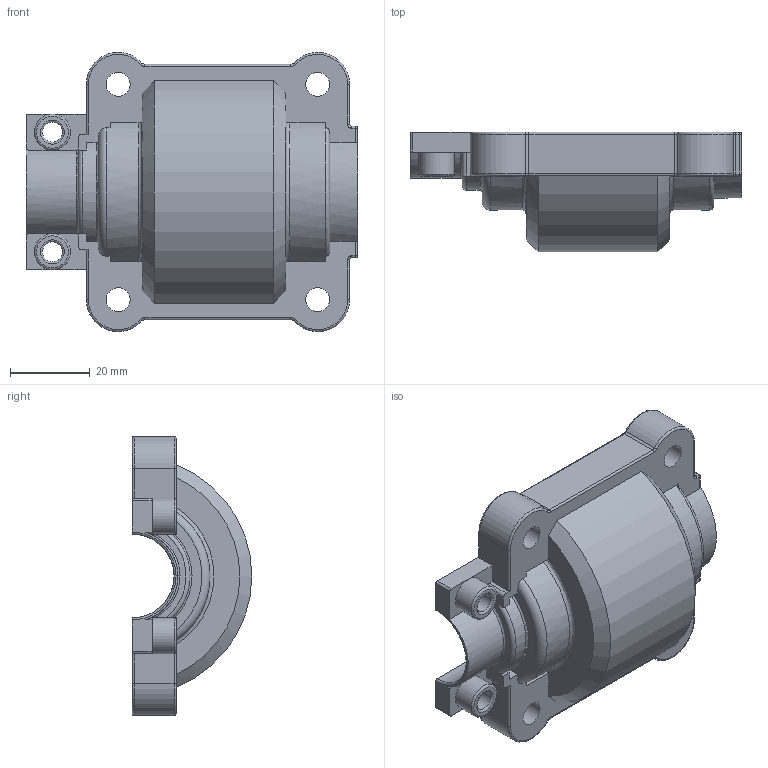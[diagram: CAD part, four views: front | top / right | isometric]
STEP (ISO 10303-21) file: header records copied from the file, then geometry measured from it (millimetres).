
FILE_DESCRIPTION(/* description */ (''),/* implementation_level */ '2;1');
FILE_NAME(/* name */ 'Lower Crank Case.step',/* time_stamp */ '2025-10-28T10:16:30-04:00',/* author */ (''),/* organization */ (''),/* preprocessor_version */ 'ST-DEVELOPER v20.1',/* originating_system */ 'Autodesk Translation Framework v14.17.0.0',/* authorisation */ '');
FILE_SCHEMA (('AUTOMOTIVE_DESIGN { 1 0 10303 214 3 1 1 }'));
Length unit declared in the file: millimetre
Products named in the file (2): Lower Crank Case (1); Lower Crank Case
Assembly tree (1 placements, depth 2):
  Lower Crank Case (1)
    Lower Crank Case
Bounding box: 83 x 30 x 70 mm (x, y, z)
Volume: 28050.6 mm3; surface area: 19670.2 mm2
Topology: 1 solids, 1 shells, 181 faces, 463 edges, 288 vertices
Faces by surface type: cylinder 69, plane 55, torus 43, sphere 8, cone 4, bspline 2
Full cylindrical faces by diameter (mm): 5 x2, 6 x4, 9 x2, 11 x4
Entity records: 5797 total; most frequent: CARTESIAN_POINT 1227, DIRECTION 1020, ORIENTED_EDGE 926, EDGE_CURVE 463, AXIS2_PLACEMENT_3D 409, VERTEX_POINT 288, CIRCLE 227, LINE 202
